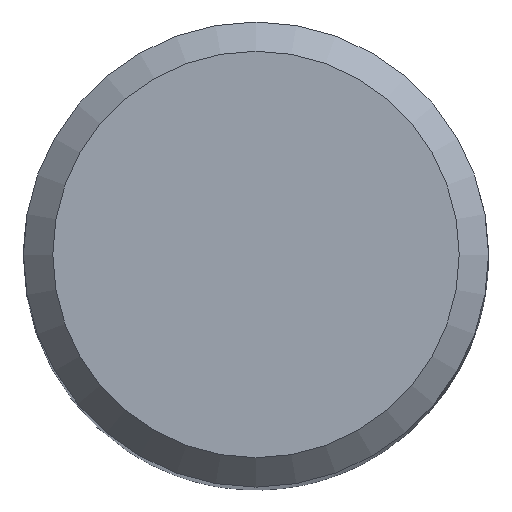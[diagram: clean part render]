
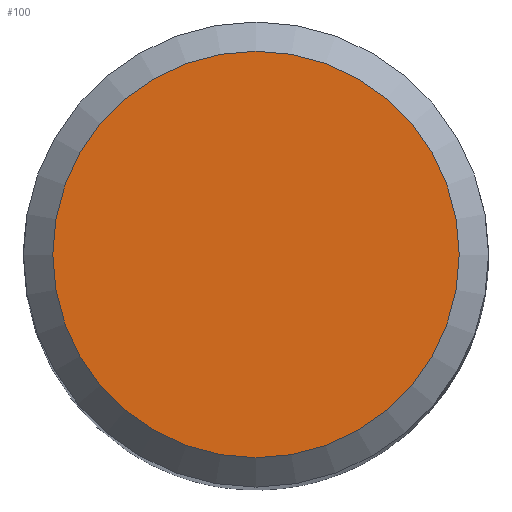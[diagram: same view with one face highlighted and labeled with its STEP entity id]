
A CAD part, top view. The second image highlights one B-rep face of the part: STEP entity #100.
In plain terms, the highlighted planar face has unit normal (0, 0, 1).
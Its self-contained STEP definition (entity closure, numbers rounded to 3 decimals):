
#58=PLANE('',#477);
#100=ADVANCED_FACE('',(#129),#58,.F.);
#129=FACE_OUTER_BOUND('',#155,.T.);
#155=EDGE_LOOP('',(#262));
#262=ORIENTED_EDGE('',*,*,#377,.T.);
#330=VERTEX_POINT('',#732);
#377=EDGE_CURVE('',#330,#330,#416,.T.);
#416=CIRCLE('',#474,6.938);
#474=AXIS2_PLACEMENT_3D('',#731,#542,#543);
#477=AXIS2_PLACEMENT_3D('',#864,#551,#552);
#542=DIRECTION('',(0.,0.,1.));
#543=DIRECTION('',(-1.,0.,0.));
#551=DIRECTION('',(0.,0.,-1.));
#552=DIRECTION('',(1.,0.,0.));
#731=CARTESIAN_POINT('',(0.,0.,0.));
#732=CARTESIAN_POINT('',(-6.938,0.,0.));
#864=CARTESIAN_POINT('',(0.,0.,0.));
